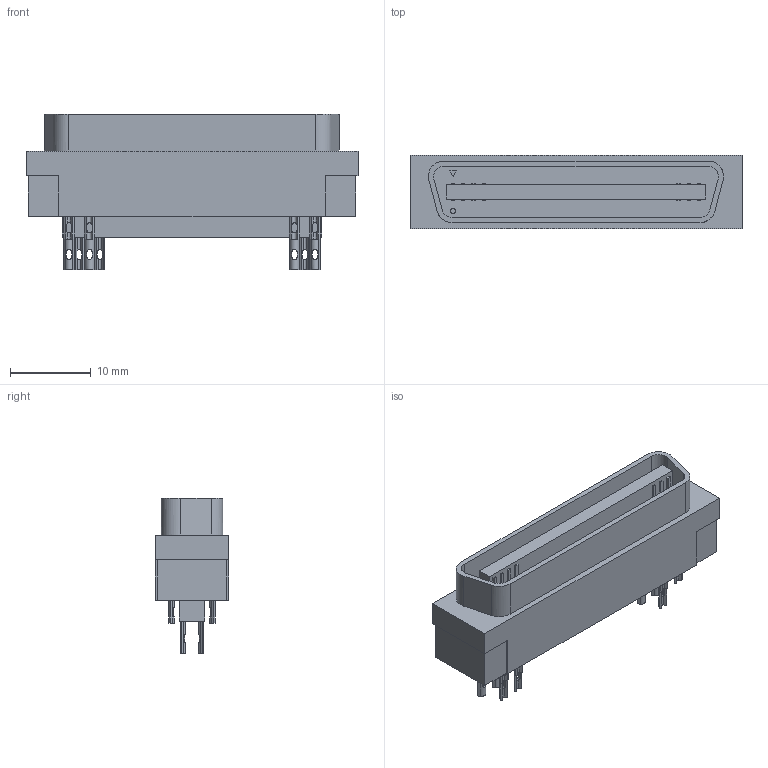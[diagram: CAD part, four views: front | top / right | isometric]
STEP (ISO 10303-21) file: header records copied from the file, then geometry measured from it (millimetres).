
FILE_DESCRIPTION(/* description */ (''),/* implementation_level */ '2;1');
FILE_NAME(/* name */ '10150-3000ve',/* time_stamp */ '2006-08-21T13:54:58-05:00',/* author */ (''),/* organization */ (''),/* preprocessor_version */ 'ST-DEVELOPER v9',/* originating_system */ 'UGS - NX 3.0',/* authorisation */ '');
FILE_SCHEMA (('CONFIG_CONTROL_DESIGN'));
Length unit declared in the file: inch
Products named in the file (1): a0p7CCBAckkj
Bounding box: 41.15 x 9.14 x 19.3 mm (x, y, z)
Volume: 3792.5 mm3; surface area: 2983.1 mm2
Topology: 1 solids, 1 shells, 304 faces, 888 edges, 592 vertices
Faces by surface type: plane 225, cylinder 79
Full cylindrical faces by diameter (mm): 0.635 x1
Entity records: 11043 total; most frequent: CARTESIAN_POINT 4586, ORIENTED_EDGE 1774, EDGE_CURVE 887, B_SPLINE_CURVE_WITH_KNOTS 876, DIRECTION 623, VERTEX_POINT 592, EDGE_LOOP 339, AXIS2_PLACEMENT_3D 307
